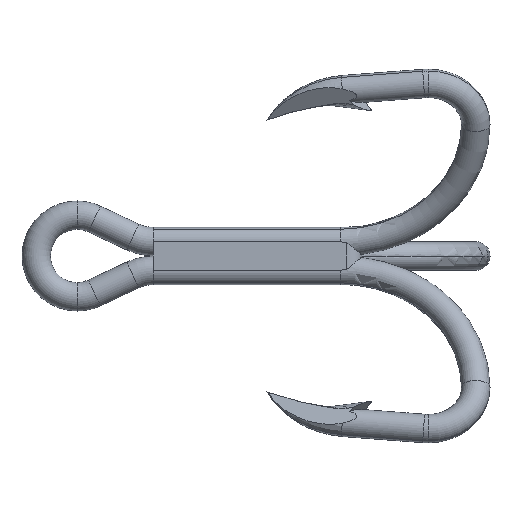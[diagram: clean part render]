
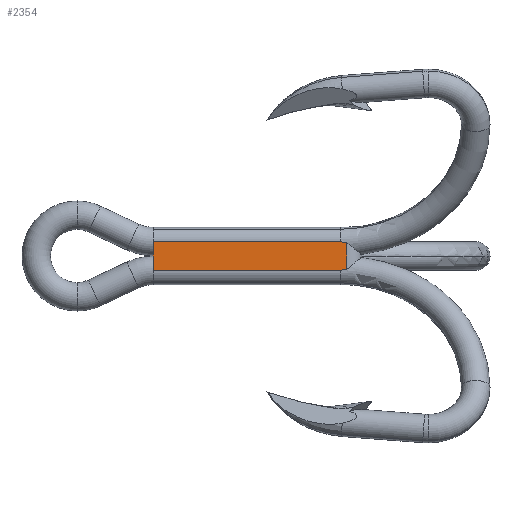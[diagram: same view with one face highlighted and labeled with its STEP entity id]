
A CAD part, left-side view. The second image highlights one B-rep face of the part: STEP entity #2354.
In plain terms, the highlighted planar face has unit normal (-1, 0, 0).
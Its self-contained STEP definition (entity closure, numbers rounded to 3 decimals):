
#102 = VERTEX_POINT ( 'NONE', #3914 ) ;
#176 = VECTOR ( 'NONE', #538, 1000. ) ;
#177 = VERTEX_POINT ( 'NONE', #5129 ) ;
#538 = DIRECTION ( 'NONE',  ( 0., 1., 0. ) ) ;
#551 = ORIENTED_EDGE ( 'NONE', *, *, #4412, .F. ) ;
#591 = B_SPLINE_CURVE_WITH_KNOTS ( 'NONE', 3,
 ( #3860, #782, #6452, #3725 ),
 .UNSPECIFIED., .F., .F.,
 ( 4, 4 ),
 ( 0., 0. ),
 .UNSPECIFIED. ) ;
#622 = CARTESIAN_POINT ( 'NONE',  ( -1.189, 17., 0.76 ) ) ;
#696 = CARTESIAN_POINT ( 'NONE',  ( -1.189, 7.122, -0.76 ) ) ;
#778 = ORIENTED_EDGE ( 'NONE', *, *, #6059, .T. ) ;
#782 = CARTESIAN_POINT ( 'NONE',  ( -1.189, 7.015, 0.735 ) ) ;
#1034 = DIRECTION ( 'NONE',  ( 0., 1., 0. ) ) ;
#1204 = CARTESIAN_POINT ( 'NONE',  ( -1.189, 7.015, -0.735 ) ) ;
#1468 = VERTEX_POINT ( 'NONE', #3149 ) ;
#1544 = CARTESIAN_POINT ( 'NONE',  ( -1.189, 6., 0.76 ) ) ;
#1586 = VERTEX_POINT ( 'NONE', #6149 ) ;
#1671 = VECTOR ( 'NONE', #1034, 1000. ) ;
#1703 = FACE_OUTER_BOUND ( 'NONE', #3934, .T. ) ;
#1738 = CARTESIAN_POINT ( 'NONE',  ( -1.189, 17., -0.76 ) ) ;
#1772 = DIRECTION ( 'NONE',  ( 0., 0., 1. ) ) ;
#1926 = B_SPLINE_CURVE_WITH_KNOTS ( 'NONE', 3,
 ( #5823, #6392, #1204, #696 ),
 .UNSPECIFIED., .F., .F.,
 ( 4, 4 ),
 ( 0.001, 0.001 ),
 .UNSPECIFIED. ) ;
#2093 = CARTESIAN_POINT ( 'NONE',  ( -1.189, 6., -0.76 ) ) ;
#2354 = ADVANCED_FACE ( 'NONE', ( #1703 ), #4173, .T. ) ;
#2469 = VECTOR ( 'NONE', #3328, 1000. ) ;
#2820 = CARTESIAN_POINT ( 'NONE',  ( -1.189, 6.8, 0.76 ) ) ;
#3032 = ORIENTED_EDGE ( 'NONE', *, *, #6551, .F. ) ;
#3050 = ORIENTED_EDGE ( 'NONE', *, *, #5203, .F. ) ;
#3070 = LINE ( 'NONE', #1544, #1671 ) ;
#3112 = LINE ( 'NONE', #5170, #176 ) ;
#3128 = VERTEX_POINT ( 'NONE', #622 ) ;
#3140 = EDGE_CURVE ( 'NONE', #3794, #3128, #5851, .T. ) ;
#3149 = CARTESIAN_POINT ( 'NONE',  ( -1.189, 6.8, 0.691 ) ) ;
#3328 = DIRECTION ( 'NONE',  ( 0., 0., 1. ) ) ;
#3522 = ORIENTED_EDGE ( 'NONE', *, *, #5768, .T. ) ;
#3725 = CARTESIAN_POINT ( 'NONE',  ( -1.189, 6.8, 0.691 ) ) ;
#3794 = VERTEX_POINT ( 'NONE', #3958 ) ;
#3860 = CARTESIAN_POINT ( 'NONE',  ( -1.189, 7.122, 0.76 ) ) ;
#3914 = CARTESIAN_POINT ( 'NONE',  ( -1.189, 6.8, -0.691 ) ) ;
#3934 = EDGE_LOOP ( 'NONE', ( #551, #778, #3032, #3522, #6154, #3050 ) ) ;
#3958 = CARTESIAN_POINT ( 'NONE',  ( -1.189, 17., -0.76 ) ) ;
#4173 = PLANE ( 'NONE',  #4601 ) ;
#4267 = DIRECTION ( 'NONE',  ( 0., 0., 1. ) ) ;
#4412 = EDGE_CURVE ( 'NONE', #102, #1586, #1926, .T. ) ;
#4601 = AXIS2_PLACEMENT_3D ( 'NONE', #2093, #5248, #4267 ) ;
#5129 = CARTESIAN_POINT ( 'NONE',  ( -1.189, 7.122, 0.76 ) ) ;
#5170 = CARTESIAN_POINT ( 'NONE',  ( -1.189, 6., -0.76 ) ) ;
#5203 = EDGE_CURVE ( 'NONE', #1586, #3794, #3112, .T. ) ;
#5248 = DIRECTION ( 'NONE',  ( -1., 0., 0. ) ) ;
#5382 = LINE ( 'NONE', #2820, #6118 ) ;
#5768 = EDGE_CURVE ( 'NONE', #177, #3128, #3070, .T. ) ;
#5823 = CARTESIAN_POINT ( 'NONE',  ( -1.189, 6.8, -0.691 ) ) ;
#5851 = LINE ( 'NONE', #1738, #2469 ) ;
#6059 = EDGE_CURVE ( 'NONE', #102, #1468, #5382, .T. ) ;
#6118 = VECTOR ( 'NONE', #1772, 1000. ) ;
#6149 = CARTESIAN_POINT ( 'NONE',  ( -1.189, 7.122, -0.76 ) ) ;
#6154 = ORIENTED_EDGE ( 'NONE', *, *, #3140, .F. ) ;
#6392 = CARTESIAN_POINT ( 'NONE',  ( -1.189, 6.908, -0.712 ) ) ;
#6452 = CARTESIAN_POINT ( 'NONE',  ( -1.189, 6.908, 0.712 ) ) ;
#6551 = EDGE_CURVE ( 'NONE', #177, #1468, #591, .T. ) ;
